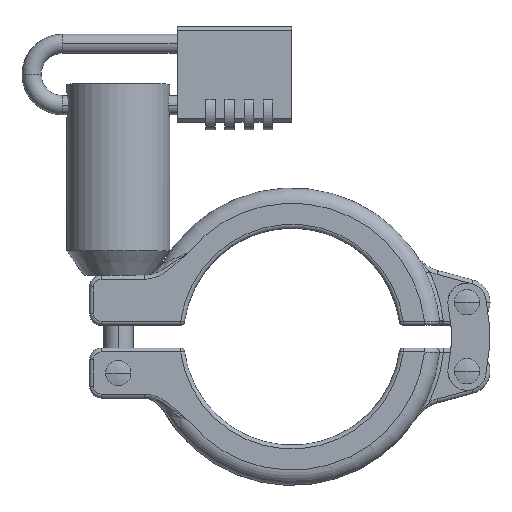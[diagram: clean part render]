
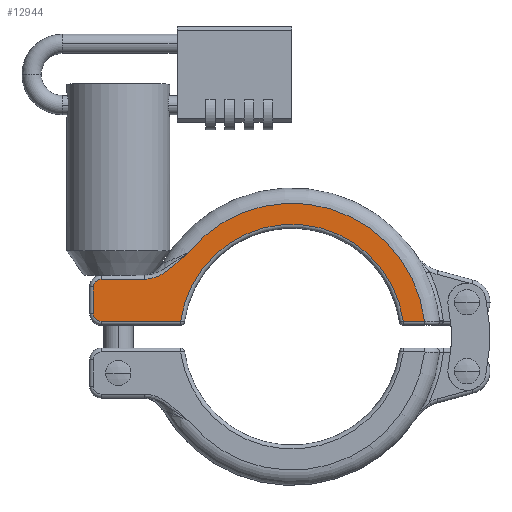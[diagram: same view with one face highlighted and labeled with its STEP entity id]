
A CAD part, top view. The second image highlights one B-rep face of the part: STEP entity #12944.
In plain terms, the highlighted planar face has unit normal (0, 0, 1).
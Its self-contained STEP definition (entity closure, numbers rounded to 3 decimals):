
#144 = EDGE_CURVE ( 'NONE', #8541, #12661, #13425, .T. ) ;
#396 = VERTEX_POINT ( 'NONE', #11569 ) ;
#572 = DIRECTION ( 'NONE',  ( 0., 0., 1. ) ) ;
#769 = EDGE_CURVE ( 'NONE', #11376, #14131, #9776, .T. ) ;
#911 = CARTESIAN_POINT ( 'NONE',  ( -37.972, 15., 8.5 ) ) ;
#1108 = ORIENTED_EDGE ( 'NONE', *, *, #769, .T. ) ;
#1397 = VERTEX_POINT ( 'NONE', #12260 ) ;
#1839 = ORIENTED_EDGE ( 'NONE', *, *, #6190, .T. ) ;
#1841 = ORIENTED_EDGE ( 'NONE', *, *, #11064, .T. ) ;
#2729 = AXIS2_PLACEMENT_3D ( 'NONE', #14154, #9285, #14006 ) ;
#3008 = CARTESIAN_POINT ( 'NONE',  ( -38.554, 15., 8.5 ) ) ;
#3091 = CIRCLE ( 'NONE', #8536, 34.85 ) ;
#3243 = CARTESIAN_POINT ( 'NONE',  ( -38.554, 15., 8.5 ) ) ;
#3511 = EDGE_LOOP ( 'NONE', ( #4032, #13780, #12479, #1108, #1839, #1841, #5970, #12756, #6576 ) ) ;
#3796 = DIRECTION ( 'NONE',  ( 0., -1., 0. ) ) ;
#3816 = CARTESIAN_POINT ( 'NONE',  ( -28.191, 4., 8.5 ) ) ;
#4032 = ORIENTED_EDGE ( 'NONE', *, *, #7901, .T. ) ;
#4104 = AXIS2_PLACEMENT_3D ( 'NONE', #9812, #572, #14528 ) ;
#4180 = CIRCLE ( 'NONE', #12817, 2. ) ;
#4382 = CARTESIAN_POINT ( 'NONE',  ( -51.85, 13., 8.5 ) ) ;
#4863 = DIRECTION ( 'NONE',  ( 1., 0., 0. ) ) ;
#5413 = CARTESIAN_POINT ( 'NONE',  ( -31.33, 18.161, 8.5 ) ) ;
#5555 = CARTESIAN_POINT ( 'NONE',  ( -35.46, 15.589, 8.5 ) ) ;
#5596 = EDGE_CURVE ( 'NONE', #8207, #1397, #14783, .T. ) ;
#5638 = EDGE_CURVE ( 'NONE', #396, #6295, #13621, .T. ) ;
#5970 = ORIENTED_EDGE ( 'NONE', *, *, #5596, .T. ) ;
#6190 = EDGE_CURVE ( 'NONE', #14131, #14362, #14389, .T. ) ;
#6295 = VERTEX_POINT ( 'NONE', #3243 ) ;
#6567 = CARTESIAN_POINT ( 'NONE',  ( -33.165, 16.759, 8.5 ) ) ;
#6576 = ORIENTED_EDGE ( 'NONE', *, *, #144, .T. ) ;
#6641 = DIRECTION ( 'NONE',  ( 0., 0., 1. ) ) ;
#6678 = CIRCLE ( 'NONE', #2729, 29.35 ) ;
#6690 = CARTESIAN_POINT ( 'NONE',  ( -49.85, 15., 8.5 ) ) ;
#6927 = VECTOR ( 'NONE', #3796, 1000. ) ;
#6988 = VECTOR ( 'NONE', #14719, 1000. ) ;
#7221 = DIRECTION ( 'NONE',  ( 1., 0., 0. ) ) ;
#7289 = DIRECTION ( 'NONE',  ( 1., 0., 0. ) ) ;
#7658 = CARTESIAN_POINT ( 'NONE',  ( 0., 0., 8.5 ) ) ;
#7727 = PLANE ( 'NONE',  #8020 ) ;
#7761 = EDGE_CURVE ( 'NONE', #1397, #8541, #6678, .T. ) ;
#7901 = EDGE_CURVE ( 'NONE', #12661, #396, #3091, .T. ) ;
#8020 = AXIS2_PLACEMENT_3D ( 'NONE', #11299, #12543, #13460 ) ;
#8207 = VERTEX_POINT ( 'NONE', #13292 ) ;
#8265 = CARTESIAN_POINT ( 'NONE',  ( -49.85, 6., 8.5 ) ) ;
#8536 = AXIS2_PLACEMENT_3D ( 'NONE', #7658, #6641, #11451 ) ;
#8541 = VERTEX_POINT ( 'NONE', #15098 ) ;
#8739 = FACE_OUTER_BOUND ( 'NONE', #3511, .T. ) ;
#9206 = CARTESIAN_POINT ( 'NONE',  ( -36.562, 15.242, 8.5 ) ) ;
#9285 = DIRECTION ( 'NONE',  ( 0., 0., -1. ) ) ;
#9380 = VECTOR ( 'NONE', #7289, 1000. ) ;
#9776 = CIRCLE ( 'NONE', #4104, 2. ) ;
#9812 = CARTESIAN_POINT ( 'NONE',  ( -49.85, 13., 8.5 ) ) ;
#9966 = CARTESIAN_POINT ( 'NONE',  ( 34.62, 4., 8.5 ) ) ;
#10078 = CARTESIAN_POINT ( 'NONE',  ( -27.028, 22., 8.5 ) ) ;
#10181 = CARTESIAN_POINT ( 'NONE',  ( -51.85, 6., 8.5 ) ) ;
#10516 = DIRECTION ( 'NONE',  ( 0., 0., 1. ) ) ;
#10990 = VECTOR ( 'NONE', #7221, 1000. ) ;
#11064 = EDGE_CURVE ( 'NONE', #14362, #8207, #4180, .T. ) ;
#11079 = CARTESIAN_POINT ( 'NONE',  ( -51.85, 6., 8.5 ) ) ;
#11299 = CARTESIAN_POINT ( 'NONE',  ( 0., 0., 8.5 ) ) ;
#11376 = VERTEX_POINT ( 'NONE', #6690 ) ;
#11451 = DIRECTION ( 'NONE',  ( 1., 0., 0. ) ) ;
#11536 = CARTESIAN_POINT ( 'NONE',  ( -28.76, 20.476, 8.5 ) ) ;
#11569 = CARTESIAN_POINT ( 'NONE',  ( -27.028, 22., 8.5 ) ) ;
#11581 = EDGE_CURVE ( 'NONE', #6295, #11376, #14577, .T. ) ;
#12260 = CARTESIAN_POINT ( 'NONE',  ( -29.076, 4., 8.5 ) ) ;
#12471 = CARTESIAN_POINT ( 'NONE',  ( -36.284, 15.315, 8.5 ) ) ;
#12479 = ORIENTED_EDGE ( 'NONE', *, *, #11581, .T. ) ;
#12543 = DIRECTION ( 'NONE',  ( 0., 0., 1. ) ) ;
#12661 = VERTEX_POINT ( 'NONE', #9966 ) ;
#12756 = ORIENTED_EDGE ( 'NONE', *, *, #7761, .T. ) ;
#12817 = AXIS2_PLACEMENT_3D ( 'NONE', #8265, #10516, #4863 ) ;
#12944 = ADVANCED_FACE ( 'NONE', ( #8739 ), #7727, .T. ) ;
#13110 = CARTESIAN_POINT ( 'NONE',  ( 34.721, 4., 8.5 ) ) ;
#13292 = CARTESIAN_POINT ( 'NONE',  ( -49.85, 4., 8.5 ) ) ;
#13414 = CARTESIAN_POINT ( 'NONE',  ( -49.85, 15., 8.5 ) ) ;
#13425 = LINE ( 'NONE', #13110, #10990 ) ;
#13460 = DIRECTION ( 'NONE',  ( 1., 0., 0. ) ) ;
#13621 = B_SPLINE_CURVE_WITH_KNOTS ( 'NONE', 3,
 ( #10078, #13690, #11536, #14929, #5413, #6567, #13849, #5555, #13622, #12471, #9206, #13772, #911, #3008 ),
 .UNSPECIFIED., .F., .F.,
 ( 4, 2, 2, 2, 2, 2, 4 ),
 ( 0., 0.003, 0.007, 0.01, 0.011, 0.012, 0.014 ),
 .UNSPECIFIED. ) ;
#13622 = CARTESIAN_POINT ( 'NONE',  ( -35.734, 15.488, 8.5 ) ) ;
#13690 = CARTESIAN_POINT ( 'NONE',  ( -27.906, 21.251, 8.5 ) ) ;
#13772 = CARTESIAN_POINT ( 'NONE',  ( -37.402, 15.063, 8.5 ) ) ;
#13780 = ORIENTED_EDGE ( 'NONE', *, *, #5638, .T. ) ;
#13849 = CARTESIAN_POINT ( 'NONE',  ( -34.13, 16.143, 8.5 ) ) ;
#14006 = DIRECTION ( 'NONE',  ( 1., 0., 0. ) ) ;
#14131 = VERTEX_POINT ( 'NONE', #4382 ) ;
#14154 = CARTESIAN_POINT ( 'NONE',  ( 0., 0., 8.5 ) ) ;
#14362 = VERTEX_POINT ( 'NONE', #10181 ) ;
#14389 = LINE ( 'NONE', #11079, #6927 ) ;
#14528 = DIRECTION ( 'NONE',  ( 1., 0., 0. ) ) ;
#14577 = LINE ( 'NONE', #13414, #6988 ) ;
#14719 = DIRECTION ( 'NONE',  ( -1., 0., 0. ) ) ;
#14783 = LINE ( 'NONE', #3816, #9380 ) ;
#14929 = CARTESIAN_POINT ( 'NONE',  ( -30.472, 18.932, 8.5 ) ) ;
#15098 = CARTESIAN_POINT ( 'NONE',  ( 29.076, 4., 8.5 ) ) ;
